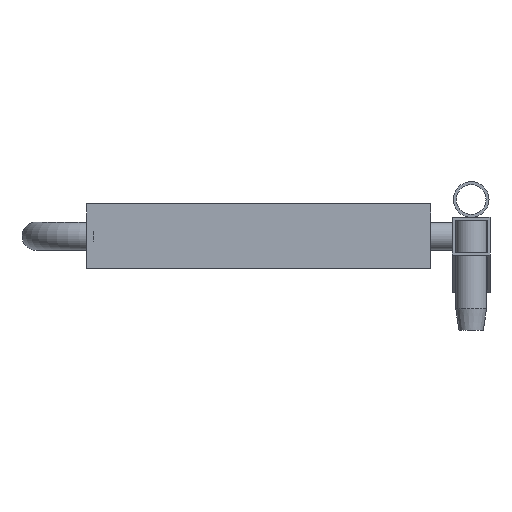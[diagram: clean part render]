
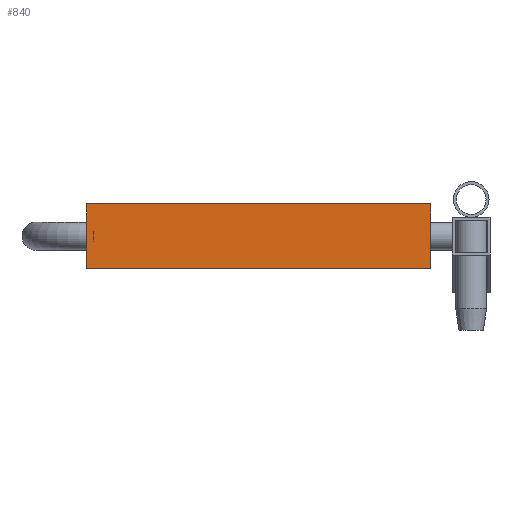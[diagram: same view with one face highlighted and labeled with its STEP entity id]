
A CAD part, front view. The second image highlights one B-rep face of the part: STEP entity #840.
In plain terms, the highlighted planar face has unit normal (0, -1, 0).
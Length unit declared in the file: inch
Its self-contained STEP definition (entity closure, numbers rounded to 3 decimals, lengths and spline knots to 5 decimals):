
#202=FACE_OUTER_BOUND('',#286,.T.);
#286=EDGE_LOOP('',(#743,#744,#745,#746));
#349=LINE('',#1573,#409);
#353=LINE('',#1581,#413);
#356=LINE('',#1587,#416);
#359=LINE('',#1592,#419);
#409=VECTOR('',#1326,39.37008);
#413=VECTOR('',#1332,39.37008);
#416=VECTOR('',#1337,39.37008);
#419=VECTOR('',#1342,39.37008);
#476=VERTEX_POINT('',#1571);
#477=VERTEX_POINT('',#1572);
#480=VERTEX_POINT('',#1580);
#482=VERTEX_POINT('',#1586);
#562=EDGE_CURVE('',#476,#477,#349,.T.);
#566=EDGE_CURVE('',#477,#480,#353,.T.);
#569=EDGE_CURVE('',#480,#482,#356,.T.);
#572=EDGE_CURVE('',#482,#476,#359,.T.);
#743=ORIENTED_EDGE('',*,*,#562,.T.);
#744=ORIENTED_EDGE('',*,*,#566,.T.);
#745=ORIENTED_EDGE('',*,*,#569,.T.);
#746=ORIENTED_EDGE('',*,*,#572,.T.);
#790=PLANE('',#1112);
#840=ADVANCED_FACE('',(#202),#790,.T.);
#1112=AXIS2_PLACEMENT_3D('',#1595,#1346,#1347);
#1326=DIRECTION('',(0.,0.,-1.));
#1332=DIRECTION('',(1.,0.,0.));
#1337=DIRECTION('',(0.,0.,1.));
#1342=DIRECTION('',(-1.,0.,0.));
#1346=DIRECTION('center_axis',(0.,-1.,0.));
#1347=DIRECTION('ref_axis',(0.,0.,1.));
#1571=CARTESIAN_POINT('',(0.,0.,3.));
#1572=CARTESIAN_POINT('',(0.,0.,0.));
#1573=CARTESIAN_POINT('',(0.,0.,0.));
#1580=CARTESIAN_POINT('',(16.,0.,0.));
#1581=CARTESIAN_POINT('',(0.,0.,0.));
#1586=CARTESIAN_POINT('',(16.,0.,3.));
#1587=CARTESIAN_POINT('',(16.,0.,0.));
#1592=CARTESIAN_POINT('',(0.,0.,3.));
#1595=CARTESIAN_POINT('Origin',(0.,0.,0.));
